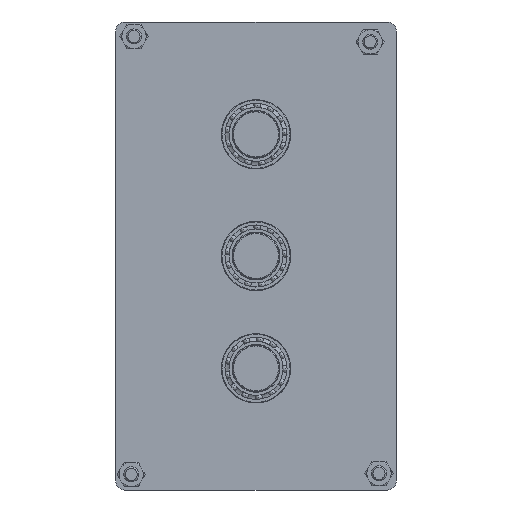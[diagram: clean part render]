
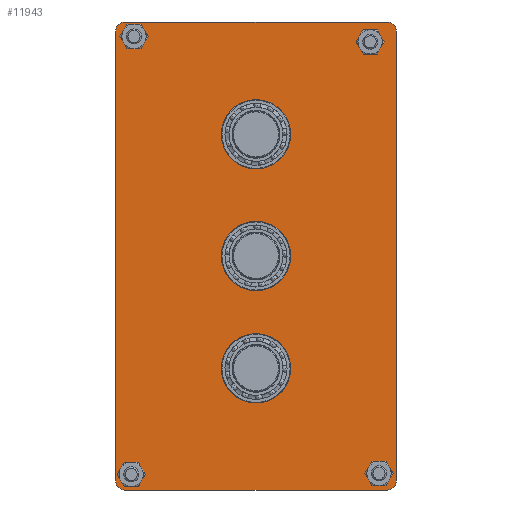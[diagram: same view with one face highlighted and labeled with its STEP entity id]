
A CAD part, left-side view. The second image highlights one B-rep face of the part: STEP entity #11943.
In plain terms, the highlighted face is planar.
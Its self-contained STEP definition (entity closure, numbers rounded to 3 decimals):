
#383=FACE_BOUND('',#1627,.T.);
#384=FACE_BOUND('',#1628,.T.);
#385=FACE_BOUND('',#1629,.T.);
#386=FACE_BOUND('',#1630,.T.);
#387=FACE_BOUND('',#1631,.T.);
#388=FACE_BOUND('',#1632,.T.);
#389=FACE_BOUND('',#1633,.T.);
#462=PLANE('',#13781);
#995=FACE_OUTER_BOUND('',#1626,.T.);
#1626=EDGE_LOOP('',(#10162,#10163,#10164,#10165,#10166,#10167,#10168,#10169));
#1627=EDGE_LOOP('',(#10170,#10171));
#1628=EDGE_LOOP('',(#10172,#10173));
#1629=EDGE_LOOP('',(#10174,#10175));
#1630=EDGE_LOOP('',(#10176,#10177));
#1631=EDGE_LOOP('',(#10178,#10179));
#1632=EDGE_LOOP('',(#10180,#10181));
#1633=EDGE_LOOP('',(#10182));
#2270=LINE('',#21123,#2856);
#2276=LINE('',#21138,#2862);
#2278=LINE('',#21144,#2864);
#2306=LINE('',#21246,#2892);
#2856=VECTOR('',#17422,10.);
#2862=VECTOR('',#17438,10.);
#2864=VECTOR('',#17446,10.);
#2892=VECTOR('',#17558,10.);
#3903=CIRCLE('',#13719,5.);
#3913=CIRCLE('',#13732,5.);
#3914=CIRCLE('',#13734,5.);
#3915=CIRCLE('',#13737,5.);
#3926=CIRCLE('',#13752,4.);
#3927=CIRCLE('',#13753,4.);
#3928=CIRCLE('',#13755,4.);
#3929=CIRCLE('',#13756,4.);
#3930=CIRCLE('',#13758,4.);
#3931=CIRCLE('',#13759,4.);
#3932=CIRCLE('',#13761,4.);
#3933=CIRCLE('',#13762,4.);
#3935=CIRCLE('',#13772,18.5);
#3936=CIRCLE('',#13773,18.5);
#3937=CIRCLE('',#13775,18.5);
#3938=CIRCLE('',#13776,18.5);
#3939=CIRCLE('',#13778,18.5);
#5038=VERTEX_POINT('',#21074);
#5039=VERTEX_POINT('',#21076);
#5060=VERTEX_POINT('',#21122);
#5061=VERTEX_POINT('',#21126);
#5062=VERTEX_POINT('',#21130);
#5063=VERTEX_POINT('',#21132);
#5064=VERTEX_POINT('',#21136);
#5065=VERTEX_POINT('',#21140);
#5082=VERTEX_POINT('',#21182);
#5083=VERTEX_POINT('',#21183);
#5084=VERTEX_POINT('',#21188);
#5085=VERTEX_POINT('',#21189);
#5086=VERTEX_POINT('',#21196);
#5087=VERTEX_POINT('',#21197);
#5088=VERTEX_POINT('',#21203);
#5089=VERTEX_POINT('',#21204);
#5093=VERTEX_POINT('',#21229);
#5094=VERTEX_POINT('',#21230);
#5095=VERTEX_POINT('',#21235);
#5096=VERTEX_POINT('',#21236);
#5097=VERTEX_POINT('',#21241);
#6762=EDGE_CURVE('',#5038,#5039,#3903,.T.);
#6785=EDGE_CURVE('',#5060,#5039,#2270,.T.);
#6787=EDGE_CURVE('',#5060,#5061,#3913,.T.);
#6790=EDGE_CURVE('',#5062,#5063,#3914,.T.);
#6793=EDGE_CURVE('',#5062,#5064,#2276,.T.);
#6795=EDGE_CURVE('',#5065,#5064,#3915,.T.);
#6796=EDGE_CURVE('',#5065,#5061,#2278,.T.);
#6815=EDGE_CURVE('',#5082,#5083,#3926,.T.);
#6816=EDGE_CURVE('',#5083,#5082,#3927,.T.);
#6818=EDGE_CURVE('',#5084,#5085,#3928,.T.);
#6819=EDGE_CURVE('',#5085,#5084,#3929,.T.);
#6823=EDGE_CURVE('',#5086,#5087,#3930,.T.);
#6824=EDGE_CURVE('',#5087,#5086,#3931,.T.);
#6827=EDGE_CURVE('',#5088,#5089,#3932,.T.);
#6828=EDGE_CURVE('',#5089,#5088,#3933,.T.);
#6840=EDGE_CURVE('',#5093,#5094,#3935,.T.);
#6842=EDGE_CURVE('',#5094,#5093,#3936,.T.);
#6843=EDGE_CURVE('',#5095,#5096,#3937,.T.);
#6845=EDGE_CURVE('',#5096,#5095,#3938,.T.);
#6847=EDGE_CURVE('',#5097,#5097,#3939,.T.);
#6848=EDGE_CURVE('',#5038,#5063,#2306,.T.);
#10162=ORIENTED_EDGE('',*,*,#6762,.F.);
#10163=ORIENTED_EDGE('',*,*,#6848,.T.);
#10164=ORIENTED_EDGE('',*,*,#6790,.F.);
#10165=ORIENTED_EDGE('',*,*,#6793,.T.);
#10166=ORIENTED_EDGE('',*,*,#6795,.F.);
#10167=ORIENTED_EDGE('',*,*,#6796,.T.);
#10168=ORIENTED_EDGE('',*,*,#6787,.F.);
#10169=ORIENTED_EDGE('',*,*,#6785,.T.);
#10170=ORIENTED_EDGE('',*,*,#6815,.T.);
#10171=ORIENTED_EDGE('',*,*,#6816,.T.);
#10172=ORIENTED_EDGE('',*,*,#6818,.T.);
#10173=ORIENTED_EDGE('',*,*,#6819,.T.);
#10174=ORIENTED_EDGE('',*,*,#6823,.T.);
#10175=ORIENTED_EDGE('',*,*,#6824,.T.);
#10176=ORIENTED_EDGE('',*,*,#6827,.T.);
#10177=ORIENTED_EDGE('',*,*,#6828,.T.);
#10178=ORIENTED_EDGE('',*,*,#6840,.F.);
#10179=ORIENTED_EDGE('',*,*,#6842,.F.);
#10180=ORIENTED_EDGE('',*,*,#6843,.F.);
#10181=ORIENTED_EDGE('',*,*,#6845,.F.);
#10182=ORIENTED_EDGE('',*,*,#6847,.F.);
#11943=ADVANCED_FACE('',(#995,#383,#384,#385,#386,#387,#388,#389),#462,
 .T.);
#13719=AXIS2_PLACEMENT_3D('',#21077,#17385,#17386);
#13732=AXIS2_PLACEMENT_3D('',#21127,#17426,#17427);
#13734=AXIS2_PLACEMENT_3D('',#21133,#17432,#17433);
#13737=AXIS2_PLACEMENT_3D('',#21142,#17442,#17443);
#13752=AXIS2_PLACEMENT_3D('',#21184,#17481,#17482);
#13753=AXIS2_PLACEMENT_3D('',#21185,#17483,#17484);
#13755=AXIS2_PLACEMENT_3D('',#21190,#17488,#17489);
#13756=AXIS2_PLACEMENT_3D('',#21191,#17490,#17491);
#13758=AXIS2_PLACEMENT_3D('',#21198,#17497,#17498);
#13759=AXIS2_PLACEMENT_3D('',#21199,#17499,#17500);
#13761=AXIS2_PLACEMENT_3D('',#21205,#17505,#17506);
#13762=AXIS2_PLACEMENT_3D('',#21206,#17507,#17508);
#13772=AXIS2_PLACEMENT_3D('',#21231,#17537,#17538);
#13773=AXIS2_PLACEMENT_3D('',#21233,#17540,#17541);
#13775=AXIS2_PLACEMENT_3D('',#21237,#17544,#17545);
#13776=AXIS2_PLACEMENT_3D('',#21239,#17547,#17548);
#13778=AXIS2_PLACEMENT_3D('',#21243,#17552,#17553);
#13781=AXIS2_PLACEMENT_3D('',#21247,#17559,#17560);
#17385=DIRECTION('center_axis',(0.,0.,-1.));
#17386=DIRECTION('ref_axis',(-0.707,-0.707,0.));
#17422=DIRECTION('',(0.,-1.,0.));
#17426=DIRECTION('center_axis',(0.,0.,-1.));
#17427=DIRECTION('ref_axis',(-0.707,0.707,0.));
#17432=DIRECTION('center_axis',(0.,0.,-1.));
#17433=DIRECTION('ref_axis',(0.707,-0.707,0.));
#17438=DIRECTION('',(0.,1.,0.));
#17442=DIRECTION('center_axis',(0.,0.,-1.));
#17443=DIRECTION('ref_axis',(0.707,0.707,0.));
#17446=DIRECTION('',(-1.,0.,0.));
#17481=DIRECTION('center_axis',(0.,0.,-1.));
#17482=DIRECTION('ref_axis',(1.,0.,0.));
#17483=DIRECTION('center_axis',(0.,0.,-1.));
#17484=DIRECTION('ref_axis',(1.,0.,0.));
#17488=DIRECTION('center_axis',(0.,0.,-1.));
#17489=DIRECTION('ref_axis',(1.,0.,0.));
#17490=DIRECTION('center_axis',(0.,0.,-1.));
#17491=DIRECTION('ref_axis',(1.,0.,0.));
#17497=DIRECTION('center_axis',(0.,0.,-1.));
#17498=DIRECTION('ref_axis',(1.,0.,0.));
#17499=DIRECTION('center_axis',(0.,0.,-1.));
#17500=DIRECTION('ref_axis',(1.,0.,0.));
#17505=DIRECTION('center_axis',(0.,0.,-1.));
#17506=DIRECTION('ref_axis',(1.,0.,0.));
#17507=DIRECTION('center_axis',(0.,0.,-1.));
#17508=DIRECTION('ref_axis',(1.,0.,0.));
#17537=DIRECTION('center_axis',(0.,0.,1.));
#17538=DIRECTION('ref_axis',(-1.,0.,0.));
#17540=DIRECTION('center_axis',(0.,0.,1.));
#17541=DIRECTION('ref_axis',(-1.,0.,0.));
#17544=DIRECTION('center_axis',(0.,0.,1.));
#17545=DIRECTION('ref_axis',(-1.,0.,0.));
#17547=DIRECTION('center_axis',(0.,0.,1.));
#17548=DIRECTION('ref_axis',(-1.,0.,0.));
#17552=DIRECTION('center_axis',(0.,0.,1.));
#17553=DIRECTION('ref_axis',(1.,0.,0.));
#17558=DIRECTION('',(1.,0.,0.));
#17559=DIRECTION('center_axis',(0.,0.,1.));
#17560=DIRECTION('ref_axis',(1.,0.,0.));
#21074=CARTESIAN_POINT('',(-120.,-75.,0.));
#21076=CARTESIAN_POINT('',(-125.,-70.,0.));
#21077=CARTESIAN_POINT('Origin',(-120.,-70.,0.));
#21122=CARTESIAN_POINT('',(-125.,70.,0.));
#21123=CARTESIAN_POINT('',(-125.,75.,0.));
#21126=CARTESIAN_POINT('',(-120.,75.,0.));
#21127=CARTESIAN_POINT('Origin',(-120.,70.,0.));
#21130=CARTESIAN_POINT('',(125.,-70.,0.));
#21132=CARTESIAN_POINT('',(120.,-75.,0.));
#21133=CARTESIAN_POINT('Origin',(120.,-70.,0.));
#21136=CARTESIAN_POINT('',(125.,70.,0.));
#21138=CARTESIAN_POINT('',(125.,-75.,0.));
#21140=CARTESIAN_POINT('',(120.,75.,0.));
#21142=CARTESIAN_POINT('Origin',(120.,70.,0.));
#21144=CARTESIAN_POINT('',(125.,75.,0.));
#21182=CARTESIAN_POINT('',(118.403,-60.981,0.));
#21183=CARTESIAN_POINT('',(110.403,-60.981,0.));
#21184=CARTESIAN_POINT('Origin',(114.403,-60.981,0.));
#21185=CARTESIAN_POINT('Origin',(114.403,-60.981,0.));
#21188=CARTESIAN_POINT('',(-112.099,-65.702,0.));
#21189=CARTESIAN_POINT('',(-120.099,-65.702,0.));
#21190=CARTESIAN_POINT('Origin',(-116.099,-65.702,0.));
#21191=CARTESIAN_POINT('Origin',(-116.099,-65.702,0.));
#21196=CARTESIAN_POINT('',(121.304,65.179,0.));
#21197=CARTESIAN_POINT('',(113.304,65.179,0.));
#21198=CARTESIAN_POINT('Origin',(117.304,65.179,0.));
#21199=CARTESIAN_POINT('Origin',(117.304,65.179,0.));
#21203=CARTESIAN_POINT('',(-112.63,66.63,0.));
#21204=CARTESIAN_POINT('',(-120.63,66.63,0.));
#21205=CARTESIAN_POINT('Origin',(-116.63,66.63,0.));
#21206=CARTESIAN_POINT('Origin',(-116.63,66.63,0.));
#21229=CARTESIAN_POINT('',(-78.5,0.,0.));
#21230=CARTESIAN_POINT('',(-41.5,0.,0.));
#21231=CARTESIAN_POINT('Origin',(-60.,0.,0.));
#21233=CARTESIAN_POINT('Origin',(-60.,0.,0.));
#21235=CARTESIAN_POINT('',(46.5,0.,0.));
#21236=CARTESIAN_POINT('',(83.5,0.,0.));
#21237=CARTESIAN_POINT('Origin',(65.,0.,0.));
#21239=CARTESIAN_POINT('Origin',(65.,0.,0.));
#21241=CARTESIAN_POINT('',(-18.5,0.,0.));
#21243=CARTESIAN_POINT('Origin',(0.,0.,0.));
#21246=CARTESIAN_POINT('',(-125.,-75.,0.));
#21247=CARTESIAN_POINT('Origin',(0.,0.,0.));
